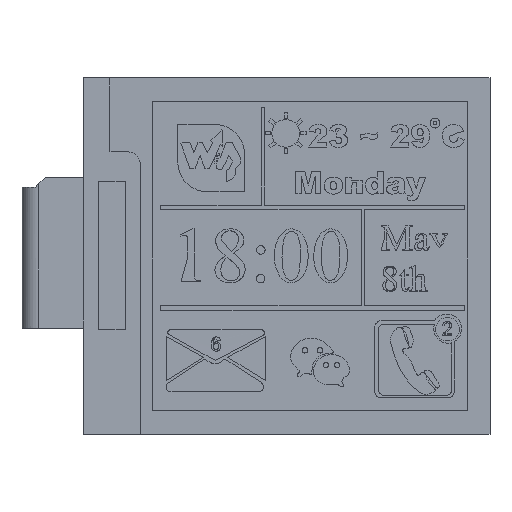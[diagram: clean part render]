
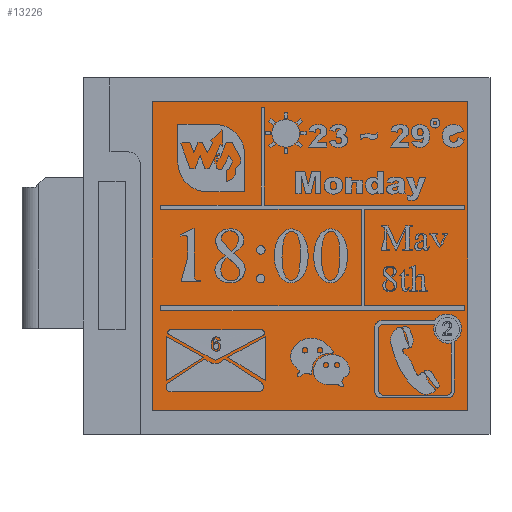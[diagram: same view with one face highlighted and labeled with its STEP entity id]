
A CAD part, top view. The second image highlights one B-rep face of the part: STEP entity #13226.
In plain terms, the highlighted planar face has unit normal (0, 0, 1).
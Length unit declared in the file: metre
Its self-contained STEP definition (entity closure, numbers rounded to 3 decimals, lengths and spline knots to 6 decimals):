
#1824=LINE('',#20053,#3201);
#1825=LINE('',#20056,#3202);
#1826=LINE('',#20058,#3203);
#1827=LINE('',#20060,#3204);
#3201=VECTOR('',#15425,1.);
#3202=VECTOR('',#15426,1.);
#3203=VECTOR('',#15427,1.);
#3204=VECTOR('',#15428,1.);
#5172=ORIENTED_EDGE('',*,*,#8231,.F.);
#5173=ORIENTED_EDGE('',*,*,#8232,.F.);
#5174=ORIENTED_EDGE('',*,*,#8233,.F.);
#5175=ORIENTED_EDGE('',*,*,#8234,.F.);
#5176=ORIENTED_EDGE('',*,*,#8183,.T.);
#8183=EDGE_CURVE('',#9791,#9791,#10734,.T.);
#8231=EDGE_CURVE('',#9828,#9829,#1824,.T.);
#8232=EDGE_CURVE('',#9830,#9828,#1825,.T.);
#8233=EDGE_CURVE('',#9831,#9830,#1826,.T.);
#8234=EDGE_CURVE('',#9829,#9831,#1827,.T.);
#9791=VERTEX_POINT('',#19951);
#9828=VERTEX_POINT('',#20054);
#9829=VERTEX_POINT('',#20055);
#9830=VERTEX_POINT('',#20057);
#9831=VERTEX_POINT('',#20059);
#10734=CIRCLE('',#14174,0.00105);
#10973=EDGE_LOOP('',(#5172,#5173,#5174,#5175));
#10974=EDGE_LOOP('',(#5176));
#11804=FACE_BOUND('',#10973,.T.);
#11805=FACE_BOUND('',#10974,.T.);
#12577=PLANE('',#14199);
#13226=ADVANCED_FACE('',(#11804,#11805),#12577,.F.);
#14174=AXIS2_PLACEMENT_3D('',#19950,#15333,#15334);
#14199=AXIS2_PLACEMENT_3D('',#20052,#15423,#15424);
#15333=DIRECTION('',(0.,0.,-1.));
#15334=DIRECTION('',(-1.,0.,0.));
#15423=DIRECTION('',(0.,0.,-1.));
#15424=DIRECTION('',(-1.,0.,0.));
#15425=DIRECTION('',(0.,1.,0.));
#15426=DIRECTION('',(-1.,0.,0.));
#15427=DIRECTION('',(0.,-1.,0.));
#15428=DIRECTION('',(1.,0.,0.));
#19950=CARTESIAN_POINT('',(0.014367,-0.006539,0.001013));
#19951=CARTESIAN_POINT('',(0.013317,-0.006539,0.001013));
#20052=CARTESIAN_POINT('',(0.,0.,0.001013));
#20053=CARTESIAN_POINT('',(-0.012014,-0.013805,0.001013));
#20054=CARTESIAN_POINT('',(-0.012014,-0.013805,0.001013));
#20055=CARTESIAN_POINT('',(-0.012014,0.013805,0.001013));
#20056=CARTESIAN_POINT('',(0.016154,-0.013805,0.001013));
#20057=CARTESIAN_POINT('',(0.016154,-0.013805,0.001013));
#20058=CARTESIAN_POINT('',(0.016154,0.013805,0.001013));
#20059=CARTESIAN_POINT('',(0.016154,0.013805,0.001013));
#20060=CARTESIAN_POINT('',(-0.012014,0.013805,0.001013));
